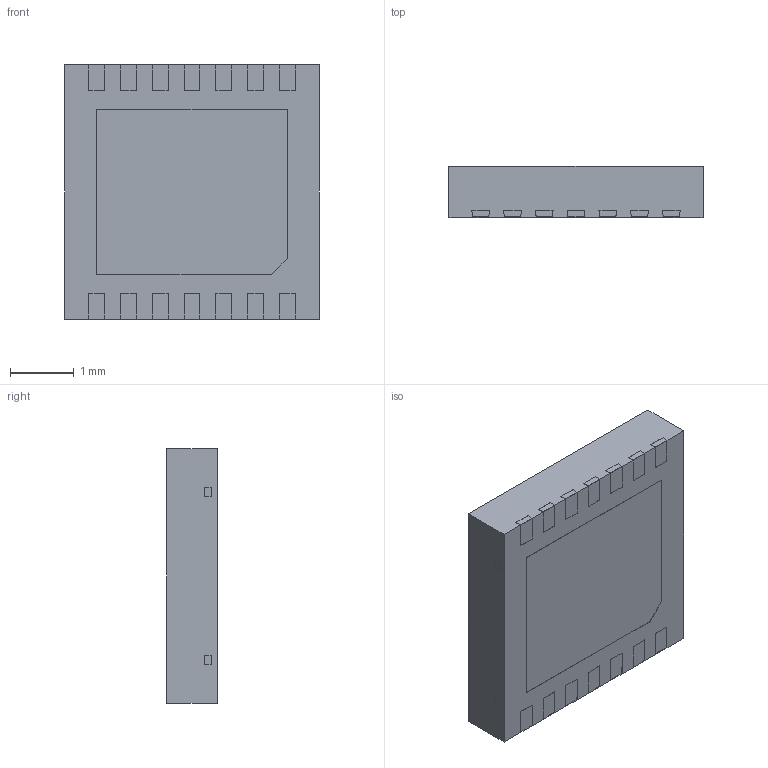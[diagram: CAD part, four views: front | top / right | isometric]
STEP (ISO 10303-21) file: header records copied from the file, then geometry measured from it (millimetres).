
FILE_DESCRIPTION((''),'2;1');
FILE_NAME('SDA14B_ASM','2012-02-09T',('CKXSSC'),(''),'PRO/ENGINEER BY PARAMETRIC TECHNOLOGY CORPORATION, 2011220','PRO/ENGINEER BY PARAMETRIC TECHNOLOGY CORPORATION, 2011220','');
FILE_SCHEMA(('AUTOMOTIVE_DESIGN_CC2 { 1 2 10303 214 -1 1 5 2 }'));
Length unit declared in the file: millimetre
Products named in the file (3): BODY_SDA14B; FRAME_SDA14B; SDA14B_ASM
Assembly tree (2 placements, depth 2):
  SDA14B_ASM
    BODY_SDA14B
    FRAME_SDA14B
Bounding box: 4 x 0.8 x 4 mm (x, y, z)
Volume: 12.8 mm3; surface area: 64.7 mm2
Topology: 20 solids, 20 shells, 259 faces, 642 edges, 428 vertices
Faces by surface type: plane 221, cylinder 38
Entity records: 9833 total; most frequent: CARTESIAN_POINT 1542, ORIENTED_EDGE 1284, DIRECTION 1104, PRESENTATION_STYLE_ASSIGNMENT 677, STYLED_ITEM 662, CURVE_STYLE 642, EDGE_CURVE 642, VECTOR 576
